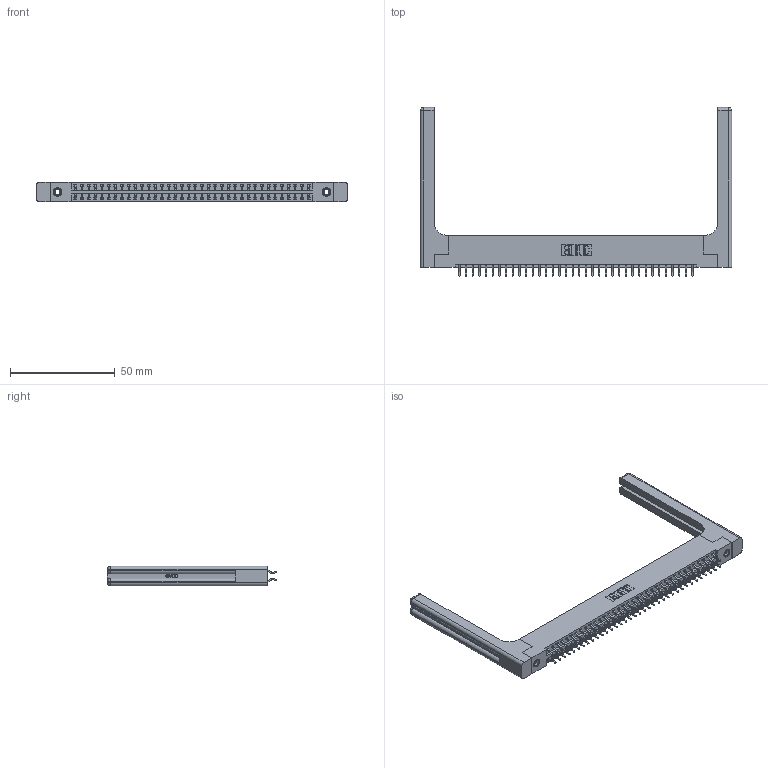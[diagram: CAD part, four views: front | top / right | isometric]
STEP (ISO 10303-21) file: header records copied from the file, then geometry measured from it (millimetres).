
FILE_DESCRIPTION (( 'STEP AP203' ), '1' );
FILE_NAME ('346-072-556-258.STEP', '2022-05-25T00:36:20', ( '' ), ( '' ), 'SwSTEP 2.0', 'SolidWorks 2020', '' );
FILE_SCHEMA (( 'CONFIG_CONTROL_DESIGN' ));
Length unit declared in the file: inch
Products named in the file (5): 346-072-556-258; 346-220-058_345-220-058; 345-250-001_345-250-001-102; 346 Part_Flush Mounting Lugs - 0.156 Dia-TH; 345-292-001_556 Tail
Assembly tree (77 placements, depth 2):
  346-072-556-258
    346 Part_Flush Mounting Lugs - 0.156 Dia-TH
    345-292-001_556 Tail  x72
    345-250-001_345-250-001-102  x2
    346-220-058_345-220-058  x2
Bounding box: 148.36 x 80.53 x 9.4 mm (x, y, z)
Volume: 21893.8 mm3; surface area: 24639.3 mm2
Topology: 77 solids, 77 shells, 4568 faces, 13487 edges, 8874 vertices
Faces by surface type: plane 3046, cylinder 1462, bspline 36, cone 12, sphere 8, torus 4
Entity records: 30120 total; most frequent: CARTESIAN_POINT 5999, ORIENTED_EDGE 4716, DIRECTION 4258, EDGE_CURVE 2358, LINE 1982, VECTOR 1982, VERTEX_POINT 1562, AXIS2_PLACEMENT_3D 1138
